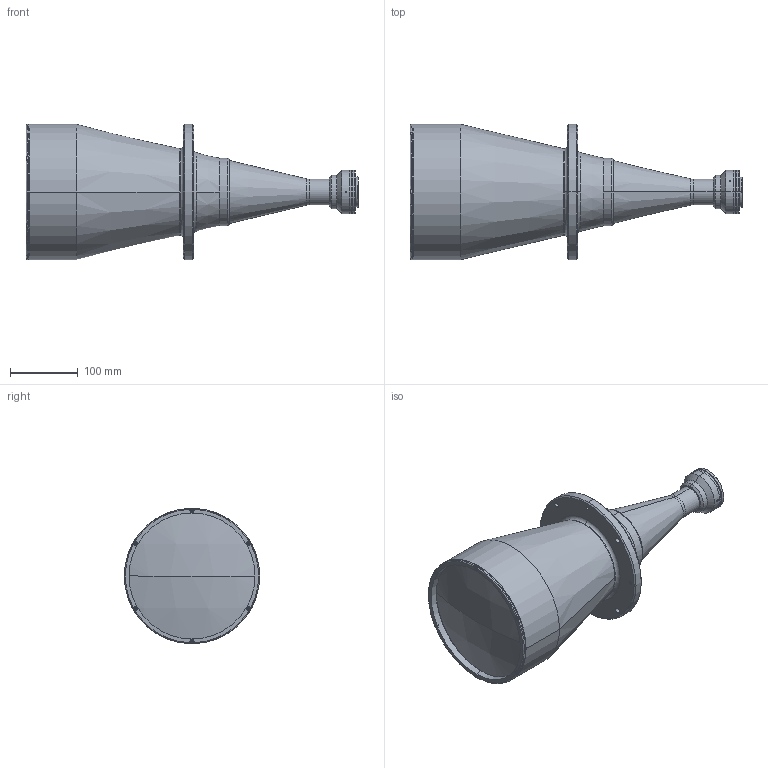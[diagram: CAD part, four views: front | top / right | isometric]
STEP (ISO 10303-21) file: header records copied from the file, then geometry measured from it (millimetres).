
FILE_DESCRIPTION (( 'STEP AP203' ), '1' );
FILE_NAME ('DP71412_TC2MHR144-F.step', '2021-10-04T08:50:22', ( '' ), ( '' ), 'SwSTEP 2.0', 'SolidWorks 2021', '' );
FILE_SCHEMA (( 'CONFIG_CONTROL_DESIGN' ));
Length unit declared in the file: millimetre
Products named in the file (1): DP71412_TC2MHR144-F
Bounding box: 490.13 x 200 x 200 mm (x, y, z)
Surface area: 290847.5 mm2 (no closed solid volume)
Topology: 0 solids, 24 shells, 265 faces, 806 edges, 563 vertices
Faces by surface type: plane 106, cylinder 95, torus 36, cone 24, sphere 4
Entity records: 9483 total; most frequent: CARTESIAN_POINT 1937, DIRECTION 1696, ORIENTED_EDGE 1333, EDGE_CURVE 806, AXIS2_PLACEMENT_3D 652, VERTEX_POINT 563, VECTOR 392, LINE 392
